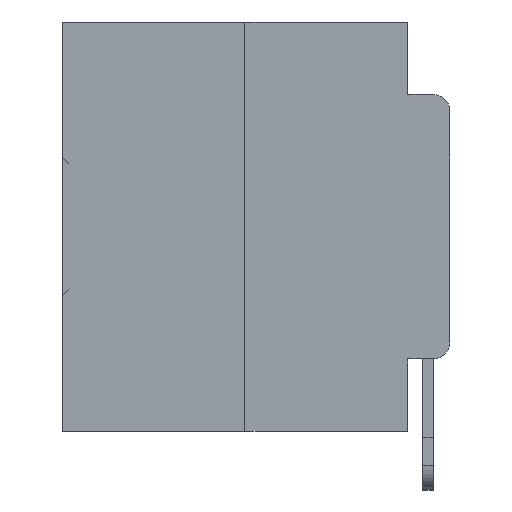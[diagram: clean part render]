
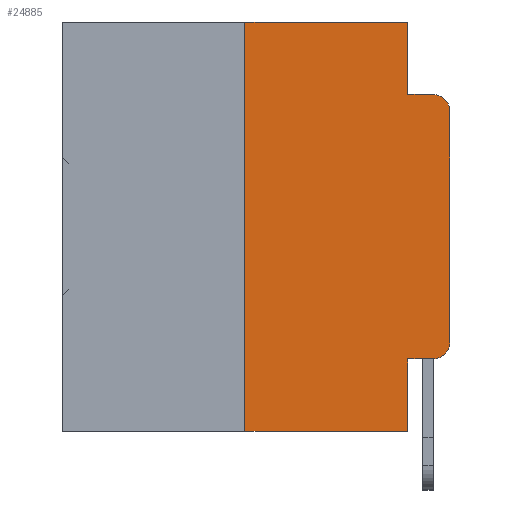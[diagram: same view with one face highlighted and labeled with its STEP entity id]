
A CAD part, left-side view. The second image highlights one B-rep face of the part: STEP entity #24885.
In plain terms, the highlighted planar face has unit normal (-1, 0, 0).
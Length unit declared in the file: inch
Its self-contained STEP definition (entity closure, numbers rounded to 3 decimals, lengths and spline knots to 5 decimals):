
#1110 = DIRECTION ( 'NONE',  ( -1., 0., 0. ) ) ;
#1567 = DIRECTION ( 'NONE',  ( 1., 0., 0. ) ) ;
#1876 = AXIS2_PLACEMENT_3D ( 'NONE', #10729, #29450, #13417 ) ;
#2335 = DIRECTION ( 'NONE',  ( 0., 0., -1. ) ) ;
#2669 = LINE ( 'NONE', #26838, #8943 ) ;
#2824 = LINE ( 'NONE', #5115, #16178 ) ;
#2925 = DIRECTION ( 'NONE',  ( 0., -1., 0. ) ) ;
#3150 = CARTESIAN_POINT ( 'NONE',  ( 0., 0., 0. ) ) ;
#3398 = VERTEX_POINT ( 'NONE', #14172 ) ;
#4200 = VECTOR ( 'NONE', #16468, 39.37008 ) ;
#4222 = EDGE_CURVE ( 'NONE', #19885, #6476, #5111, .T. ) ;
#4361 = ORIENTED_EDGE ( 'NONE', *, *, #31559, .T. ) ;
#4472 = CARTESIAN_POINT ( 'NONE',  ( 0., 0.25, 0. ) ) ;
#5004 = EDGE_CURVE ( 'NONE', #27929, #25623, #6702, .T. ) ;
#5040 = LINE ( 'NONE', #3150, #4200 ) ;
#5111 = LINE ( 'NONE', #17389, #11350 ) ;
#5115 = CARTESIAN_POINT ( 'NONE',  ( 0., 0.25, 0. ) ) ;
#5468 = DIRECTION ( 'NONE',  ( 0., -1., 0. ) ) ;
#5687 = EDGE_CURVE ( 'NONE', #3398, #23707, #5040, .T. ) ;
#6019 = CARTESIAN_POINT ( 'NONE',  ( 0., 0.051, -0.4115 ) ) ;
#6476 = VERTEX_POINT ( 'NONE', #11291 ) ;
#6702 = LINE ( 'NONE', #7780, #28019 ) ;
#6892 = EDGE_CURVE ( 'NONE', #19022, #19885, #2824, .T. ) ;
#7620 = LINE ( 'NONE', #15656, #13861 ) ;
#7780 = CARTESIAN_POINT ( 'NONE',  ( 0., 0.051, -0.0885 ) ) ;
#8046 = FACE_OUTER_BOUND ( 'NONE', #23407, .T. ) ;
#8602 = VERTEX_POINT ( 'NONE', #6019 ) ;
#8830 = AXIS2_PLACEMENT_3D ( 'NONE', #17103, #1110, #19788 ) ;
#8943 = VECTOR ( 'NONE', #5468, 39.37008 ) ;
#9654 = CIRCLE ( 'NONE', #1876, 0.02 ) ;
#10389 = EDGE_CURVE ( 'NONE', #6476, #27929, #24879, .T. ) ;
#10461 = DIRECTION ( 'NONE',  ( 0., -1., 0. ) ) ;
#10675 = VECTOR ( 'NONE', #26791, 39.37008 ) ;
#10729 = CARTESIAN_POINT ( 'NONE',  ( 0., 0.02, -0.3915 ) ) ;
#11291 = CARTESIAN_POINT ( 'NONE',  ( 0., 0.051, 0. ) ) ;
#11350 = VECTOR ( 'NONE', #23362, 39.37008 ) ;
#11626 = CARTESIAN_POINT ( 'NONE',  ( 0., 0.25, -0.5 ) ) ;
#12293 = VERTEX_POINT ( 'NONE', #21626 ) ;
#12735 = ORIENTED_EDGE ( 'NONE', *, *, #32653, .F. ) ;
#12789 = ORIENTED_EDGE ( 'NONE', *, *, #5687, .T. ) ;
#12833 = ORIENTED_EDGE ( 'NONE', *, *, #15456, .T. ) ;
#13417 = DIRECTION ( 'NONE',  ( 0., 0., -1. ) ) ;
#13861 = VECTOR ( 'NONE', #2335, 39.37008 ) ;
#14172 = CARTESIAN_POINT ( 'NONE',  ( 0., 0., -0.3915 ) ) ;
#14725 = CARTESIAN_POINT ( 'NONE',  ( 0., 0., -0.1085 ) ) ;
#14889 = CARTESIAN_POINT ( 'NONE',  ( 0., 0.473, 0. ) ) ;
#15456 = EDGE_CURVE ( 'NONE', #22920, #3398, #9654, .T. ) ;
#15656 = CARTESIAN_POINT ( 'NONE',  ( 0., 0.051, 0. ) ) ;
#15690 = DIRECTION ( 'NONE',  ( 0., 0., 1. ) ) ;
#15971 = ORIENTED_EDGE ( 'NONE', *, *, #16287, .T. ) ;
#16178 = VECTOR ( 'NONE', #15690, 39.37008 ) ;
#16287 = EDGE_CURVE ( 'NONE', #23707, #25623, #29714, .T. ) ;
#16468 = DIRECTION ( 'NONE',  ( 0., 0., 1. ) ) ;
#16809 = ORIENTED_EDGE ( 'NONE', *, *, #4222, .F. ) ;
#17103 = CARTESIAN_POINT ( 'NONE',  ( 0., 0.02, -0.1085 ) ) ;
#17389 = CARTESIAN_POINT ( 'NONE',  ( 0., 0.473, 0. ) ) ;
#18589 = VECTOR ( 'NONE', #2925, 39.37008 ) ;
#19022 = VERTEX_POINT ( 'NONE', #11626 ) ;
#19788 = DIRECTION ( 'NONE',  ( 0., 0., -1. ) ) ;
#19885 = VERTEX_POINT ( 'NONE', #4472 ) ;
#20252 = DIRECTION ( 'NONE',  ( 0., 0., -1. ) ) ;
#21626 = CARTESIAN_POINT ( 'NONE',  ( 0., 0.051, -0.5 ) ) ;
#22920 = VERTEX_POINT ( 'NONE', #24689 ) ;
#22996 = CARTESIAN_POINT ( 'NONE',  ( 0., 0.051, -0.0885 ) ) ;
#23362 = DIRECTION ( 'NONE',  ( 0., -1., 0. ) ) ;
#23407 = EDGE_LOOP ( 'NONE', ( #12789, #15971, #30981, #32046, #16809, #30476, #33985, #12735, #4361, #12833 ) ) ;
#23444 = EDGE_CURVE ( 'NONE', #19022, #12293, #34483, .T. ) ;
#23707 = VERTEX_POINT ( 'NONE', #14725 ) ;
#24689 = CARTESIAN_POINT ( 'NONE',  ( 0., 0.02, -0.4115 ) ) ;
#24879 = LINE ( 'NONE', #29499, #10675 ) ;
#24885 = ADVANCED_FACE ( 'NONE', ( #8046 ), #28226, .F. ) ;
#25623 = VERTEX_POINT ( 'NONE', #25817 ) ;
#25817 = CARTESIAN_POINT ( 'NONE',  ( 0., 0.02, -0.0885 ) ) ;
#26791 = DIRECTION ( 'NONE',  ( 0., 0., -1. ) ) ;
#26838 = CARTESIAN_POINT ( 'NONE',  ( 0., 0.051, -0.4115 ) ) ;
#26883 = CARTESIAN_POINT ( 'NONE',  ( 0., 0.473, -0.5 ) ) ;
#27929 = VERTEX_POINT ( 'NONE', #22996 ) ;
#28019 = VECTOR ( 'NONE', #10461, 39.37008 ) ;
#28226 = PLANE ( 'NONE',  #34019 ) ;
#29450 = DIRECTION ( 'NONE',  ( -1., 0., 0. ) ) ;
#29499 = CARTESIAN_POINT ( 'NONE',  ( 0., 0.051, 0. ) ) ;
#29714 = CIRCLE ( 'NONE', #8830, 0.02 ) ;
#30476 = ORIENTED_EDGE ( 'NONE', *, *, #6892, .F. ) ;
#30981 = ORIENTED_EDGE ( 'NONE', *, *, #5004, .F. ) ;
#31559 = EDGE_CURVE ( 'NONE', #8602, #22920, #2669, .T. ) ;
#32046 = ORIENTED_EDGE ( 'NONE', *, *, #10389, .F. ) ;
#32653 = EDGE_CURVE ( 'NONE', #8602, #12293, #7620, .T. ) ;
#33985 = ORIENTED_EDGE ( 'NONE', *, *, #23444, .T. ) ;
#34019 = AXIS2_PLACEMENT_3D ( 'NONE', #14889, #1567, #20252 ) ;
#34483 = LINE ( 'NONE', #26883, #18589 ) ;
